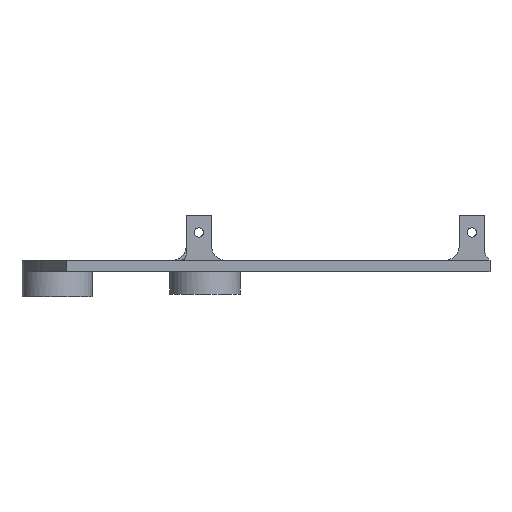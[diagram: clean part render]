
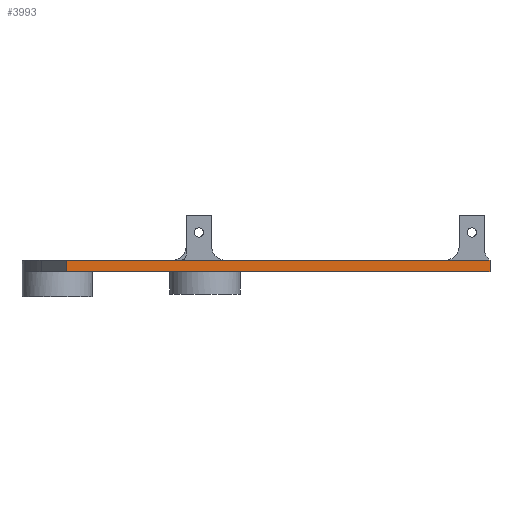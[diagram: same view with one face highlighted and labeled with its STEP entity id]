
A CAD part, front view. The second image highlights one B-rep face of the part: STEP entity #3993.
In plain terms, the highlighted planar face has unit normal (0, -1, 0).
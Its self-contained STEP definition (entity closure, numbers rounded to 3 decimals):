
#187=PLANE('',#4409);
#551=FACE_OUTER_BOUND('',#790,.T.);
#790=EDGE_LOOP('',(#3702,#3703,#3704,#3705));
#845=LINE('',#5644,#1218);
#1016=LINE('',#6271,#1389);
#1097=LINE('',#6548,#1470);
#1116=LINE('',#6644,#1489);
#1218=VECTOR('',#4466,10.);
#1389=VECTOR('',#4927,10.);
#1470=VECTOR('',#5188,10.);
#1489=VECTOR('',#5311,10.);
#1598=VERTEX_POINT('',#5641);
#1599=VERTEX_POINT('',#5643);
#1812=VERTEX_POINT('',#6270);
#1870=VERTEX_POINT('',#6546);
#1982=EDGE_CURVE('',#1598,#1599,#845,.T.);
#2254=EDGE_CURVE('',#1599,#1812,#1016,.T.);
#2376=EDGE_CURVE('',#1598,#1870,#1097,.T.);
#2423=EDGE_CURVE('',#1870,#1812,#1116,.T.);
#3702=ORIENTED_EDGE('',*,*,#1982,.F.);
#3703=ORIENTED_EDGE('',*,*,#2376,.T.);
#3704=ORIENTED_EDGE('',*,*,#2423,.T.);
#3705=ORIENTED_EDGE('',*,*,#2254,.F.);
#3993=ADVANCED_FACE('',(#551),#187,.F.);
#4409=AXIS2_PLACEMENT_3D('',#6864,#5569,#5570);
#4466=DIRECTION('',(1.,0.,0.));
#4927=DIRECTION('',(0.,0.,-1.));
#5188=DIRECTION('',(0.,0.,-1.));
#5311=DIRECTION('',(1.,0.,0.));
#5569=DIRECTION('center_axis',(0.,1.,0.));
#5570=DIRECTION('ref_axis',(1.,0.,0.));
#5641=CARTESIAN_POINT('',(0.,0.,0.));
#5643=CARTESIAN_POINT('',(150.,0.,0.));
#5644=CARTESIAN_POINT('',(0.,0.,0.));
#6270=CARTESIAN_POINT('',(150.,0.,-4.));
#6271=CARTESIAN_POINT('',(150.,0.,0.));
#6546=CARTESIAN_POINT('',(0.,0.,-4.));
#6548=CARTESIAN_POINT('',(0.,0.,0.));
#6644=CARTESIAN_POINT('',(0.,0.,-4.));
#6864=CARTESIAN_POINT('Origin',(0.,0.,0.));
